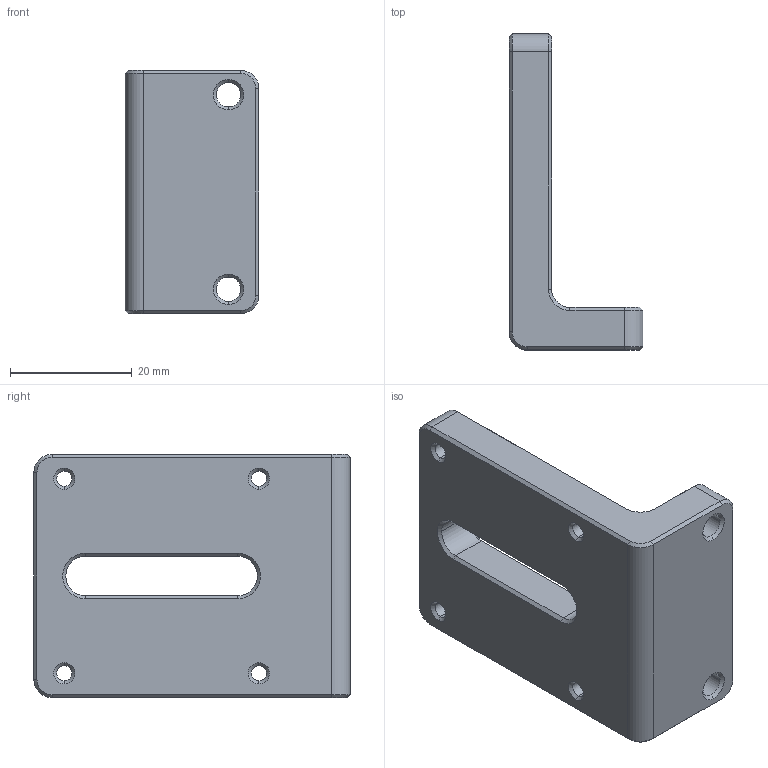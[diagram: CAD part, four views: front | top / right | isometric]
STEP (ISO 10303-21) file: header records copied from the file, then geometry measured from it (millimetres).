
FILE_DESCRIPTION (( 'STEP AP203' ), '1' );
FILE_NAME ('GCM-AB0105M.STEP', '2019-07-01T09:18:22', ( '' ), ( '' ), 'SwSTEP 2.0', 'SolidWorks 2015', '' );
FILE_SCHEMA (( 'CONFIG_CONTROL_DESIGN' ));
Length unit declared in the file: millimetre
Products named in the file (1): GCM-AB0105M
Bounding box: 22 x 52 x 40 mm (x, y, z)
Volume: 16937.9 mm3; surface area: 6920.1 mm2
Topology: 1 solids, 1 shells, 87 faces, 207 edges, 122 vertices
Faces by surface type: cone 40, plane 26, cylinder 21
Entity records: 2592 total; most frequent: DIRECTION 473, CARTESIAN_POINT 417, ORIENTED_EDGE 414, EDGE_CURVE 207, AXIS2_PLACEMENT_3D 178, VERTEX_POINT 122, VECTOR 117, LINE 117
